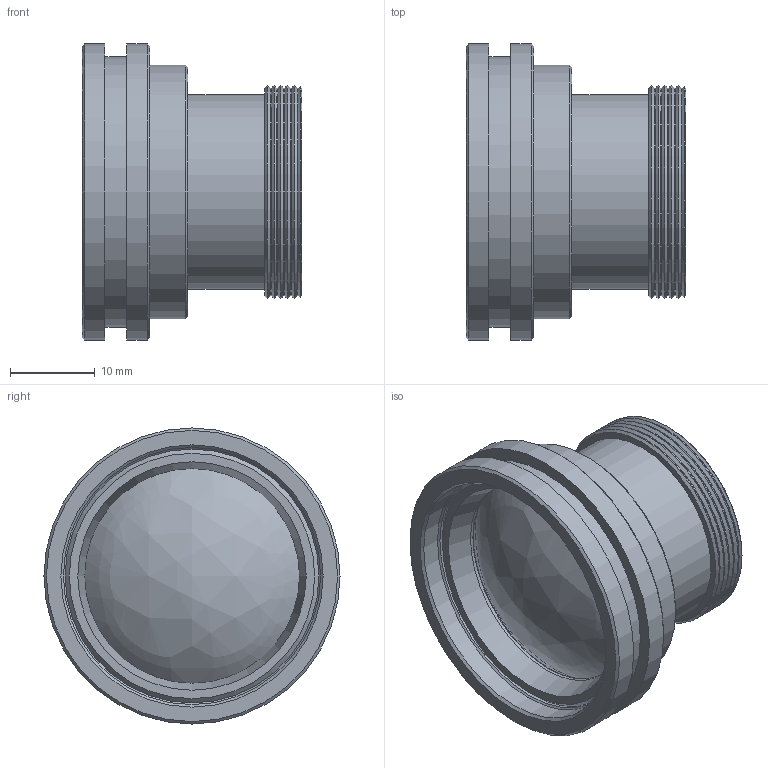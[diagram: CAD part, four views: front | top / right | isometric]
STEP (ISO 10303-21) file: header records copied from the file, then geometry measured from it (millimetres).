
FILE_DESCRIPTION (( 'STEP AP203' ), '1' );
FILE_NAME ('680209.STEP', '2022-12-28T03:25:58', ( '' ), ( '' ), 'SwSTEP 2.0', 'SolidWorks 2020', '' );
FILE_SCHEMA (( 'CONFIG_CONTROL_DESIGN' ));
Length unit declared in the file: millimetre
Products named in the file (1): 680209
Bounding box: 26 x 35 x 35 mm (x, y, z)
Surface area: 6020.2 mm2 (no closed solid volume)
Topology: 0 solids, 1 shells, 58 faces, 112 edges, 69 vertices
Faces by surface type: cone 23, cylinder 18, plane 13, bspline 4
Full cylindrical faces by diameter (mm): 18 x1, 19.4 x1, 23 x1, 24.58 x5, 25.4 x1, 26.8 x1, 30 x3, 30.2 x1, 30.4 x1, 32 x1, 35 x2
Entity records: 1315 total; most frequent: CARTESIAN_POINT 273, DIRECTION 220, ORIENTED_EDGE 118, EDGE_LOOP 114, AXIS2_PLACEMENT_3D 110, FACE_OUTER_BOUND 78, EDGE_CURVE 59, VERTEX_POINT 59
